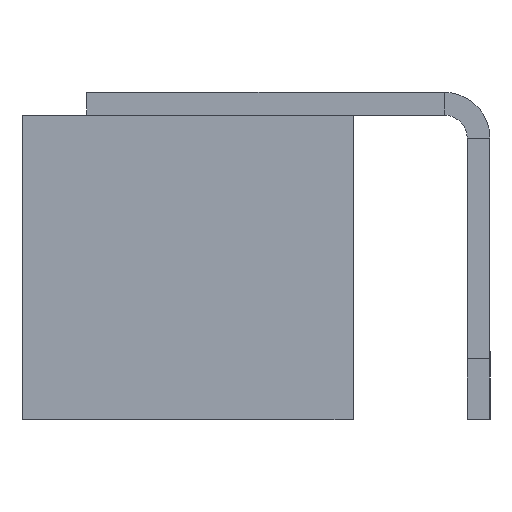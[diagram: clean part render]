
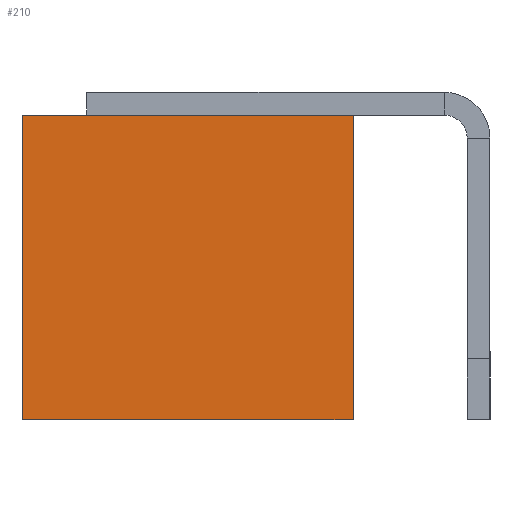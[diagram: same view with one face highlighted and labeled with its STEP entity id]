
A CAD part, left-side view. The second image highlights one B-rep face of the part: STEP entity #210.
In plain terms, the highlighted planar face has unit normal (-1, 0, 0).
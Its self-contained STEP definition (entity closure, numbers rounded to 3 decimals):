
#210=ADVANCED_FACE('',(#3484),#3486,.F.);
#3484=FACE_BOUND('',#3485,.T.);
#3485=EDGE_LOOP('',(#8566,#8567,#8568,#8569,#8570,#8571));
#3486=PLANE('',#3487);
#3487=AXIS2_PLACEMENT_3D('',#3488,#3489,#3490);
#3488=CARTESIAN_POINT('',(-6.8,-2.175,2.));
#3489=DIRECTION('',(1.,0.,0.));
#3490=DIRECTION('',(0.,0.,-1.));
#8566=ORIENTED_EDGE('',*,*,#10500,.T.);
#8567=ORIENTED_EDGE('',*,*,#10541,.F.);
#8568=ORIENTED_EDGE('',*,*,#10542,.F.);
#8569=ORIENTED_EDGE('',*,*,#10543,.F.);
#8570=ORIENTED_EDGE('',*,*,#10544,.F.);
#8571=ORIENTED_EDGE('',*,*,#10539,.T.);
#10500=EDGE_CURVE('',#11527,#11525,#11528,.T.);
#10539=EDGE_CURVE('',#11597,#11527,#11598,.T.);
#10541=EDGE_CURVE('',#11600,#11525,#11601,.T.);
#10542=EDGE_CURVE('',#11602,#11600,#11603,.T.);
#10543=EDGE_CURVE('',#11604,#11602,#11605,.T.);
#10544=EDGE_CURVE('',#11597,#11604,#11606,.T.);
#11525=VERTEX_POINT('',#13248);
#11527=VERTEX_POINT('',#13252);
#11528=LINE('',#13253,#13254);
#11597=VERTEX_POINT('',#13400);
#11598=LINE('',#13401,#13402);
#11600=VERTEX_POINT('',#13407);
#11601=LINE('',#13408,#13409);
#11602=VERTEX_POINT('',#13411);
#11603=LINE('',#13412,#13413);
#11604=VERTEX_POINT('',#13415);
#11605=LINE('',#13416,#13417);
#11606=LINE('',#13419,#13420);
#13248=CARTESIAN_POINT('',(-6.8,-1.175,-2.));
#13252=CARTESIAN_POINT('',(-6.8,2.175,-2.));
#13253=CARTESIAN_POINT('',(-6.8,2.175,-2.));
#13254=VECTOR('',#13255,1.);
#13255=DIRECTION('',(0.,-1.,0.));
#13400=CARTESIAN_POINT('',(-6.8,2.175,2.));
#13401=CARTESIAN_POINT('',(-6.8,2.175,2.));
#13402=VECTOR('',#13403,1.);
#13403=DIRECTION('',(0.,0.,-1.));
#13407=CARTESIAN_POINT('',(-6.8,-1.175,-2.));
#13408=CARTESIAN_POINT('',(-6.8,-1.175,-2.));
#13409=VECTOR('',#13410,1.);
#13410=DIRECTION('',(0.,0.,-1.));
#13411=CARTESIAN_POINT('',(-6.8,-2.175,-2.));
#13412=CARTESIAN_POINT('',(-6.8,-2.175,-2.));
#13413=VECTOR('',#13414,1.);
#13414=DIRECTION('',(0.,1.,0.));
#13415=CARTESIAN_POINT('',(-6.8,-2.175,2.));
#13416=CARTESIAN_POINT('',(-6.8,-2.175,2.));
#13417=VECTOR('',#13418,1.);
#13418=DIRECTION('',(0.,0.,-1.));
#13419=CARTESIAN_POINT('',(-6.8,2.175,2.));
#13420=VECTOR('',#13421,1.);
#13421=DIRECTION('',(0.,-1.,0.));
